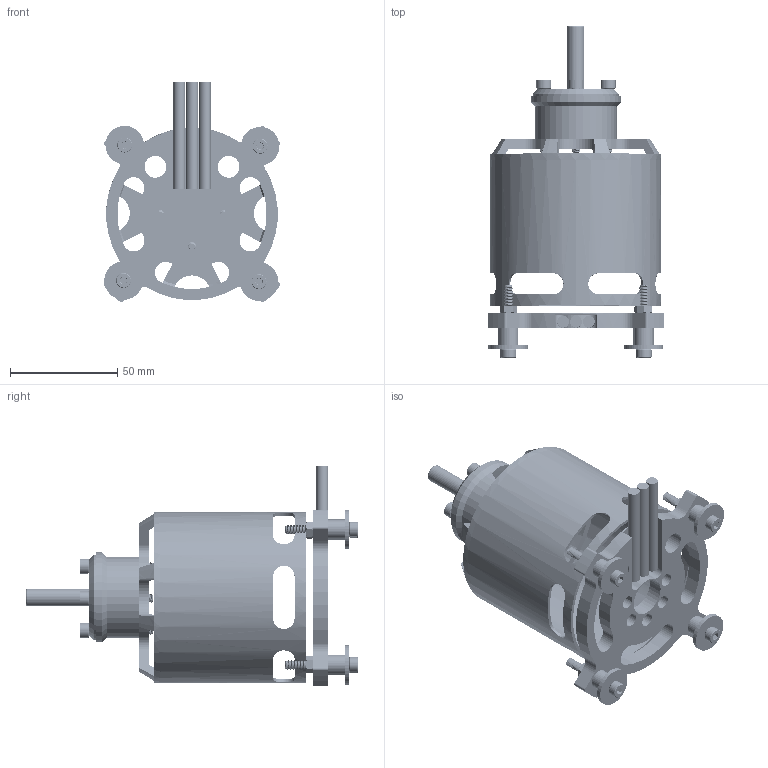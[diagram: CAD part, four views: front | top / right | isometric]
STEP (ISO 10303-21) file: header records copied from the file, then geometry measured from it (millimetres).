
FILE_DESCRIPTION(/* description */ (''),/* implementation_level */ '2;1');
FILE_NAME(/* name */ 'TURNIGY CA-80 v8.step',/* time_stamp */ '2021-02-18T22:35:23+03:00',/* author */ (''),/* organization */ (''),/* preprocessor_version */ 'ST-DEVELOPER v18.1',/* originating_system */ 'Autodesk Translation Framework v9.7.1.1290',/* authorisation */ '');
FILE_SCHEMA (('AUTOMOTIVE_DESIGN { 1 0 10303 214 3 1 1 }'));
Length unit declared in the file: millimetre
Products named in the file (6): TURNIGY CA-80; stator; rotor; M4x30; M4 nut; washer
Assembly tree (18 placements, depth 2):
  TURNIGY CA-80
    stator
    rotor
    M4x30  x8
    washer  x4
    M4 nut  x4
Bounding box: 82.36 x 155 x 103.18 mm (x, y, z)
Volume: 104346.9 mm3; surface area: 79880.7 mm2
Topology: 23 solids, 23 shells, 1226 faces, 3334 edges, 2163 vertices
Faces by surface type: cylinder 853, plane 186, cone 162, bspline 24, torus 1
Full cylindrical faces by diameter (mm): 3.091 x336, 3.332 x4, 4 x352, 4.1 x4, 4.15 x4, 5.5 x3, 6.15 x4, 6.3 x4, 6.6 x4, 7 x8, 8 x1, 8.2 x1, 9 x4, 10.15 x2, 17.8 x1, 18 x4, 38 x1, 40 x1, 42 x1, 71 x1, 77.064 x2, 80 x2
Entity records: 19833 total; most frequent: CARTESIAN_POINT 11396, ORIENTED_EDGE 1810, DIRECTION 1629, EDGE_CURVE 905, AXIS2_PLACEMENT_3D 666, VERTEX_POINT 583, EDGE_LOOP 404, FACE_OUTER_BOUND 331
